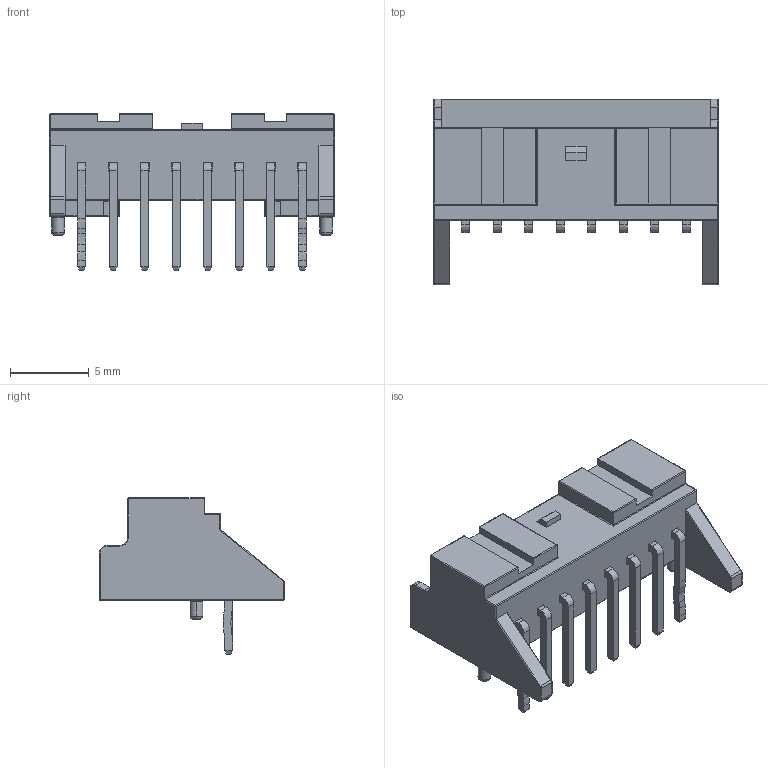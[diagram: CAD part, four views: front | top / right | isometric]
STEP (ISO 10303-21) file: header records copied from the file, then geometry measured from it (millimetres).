
FILE_DESCRIPTION (( 'STEP AP214' ), '1' );
FILE_NAME ('CONN-TH_S08B-PASK-2.step', '2022-08-02T19:04:51', ( '' ), ( '' ), 'SwSTEP 2.0', 'SolidWorks 2020', '' );
FILE_SCHEMA (( 'AUTOMOTIVE_DESIGN' ));
Length unit declared in the file: millimetre
Products named in the file (1): CONN-TH_S08B-PASK-2
Bounding box: 18.07 x 11.76 x 9.9 mm (x, y, z)
Volume: 317.5 mm3; surface area: 1111.2 mm2
Topology: 22 solids, 22 shells, 677 faces, 1719 edges, 1080 vertices
Faces by surface type: plane 419, bspline 112, cylinder 104, torus 28, sphere 14
Entity records: 28875 total; most frequent: CARTESIAN_POINT 5609, ORIENTED_EDGE 3410, DIRECTION 2813, EDGE_CURVE 1705, LINE 1245, VECTOR 1245, VERTEX_POINT 1080, AXIS2_PLACEMENT_3D 784
